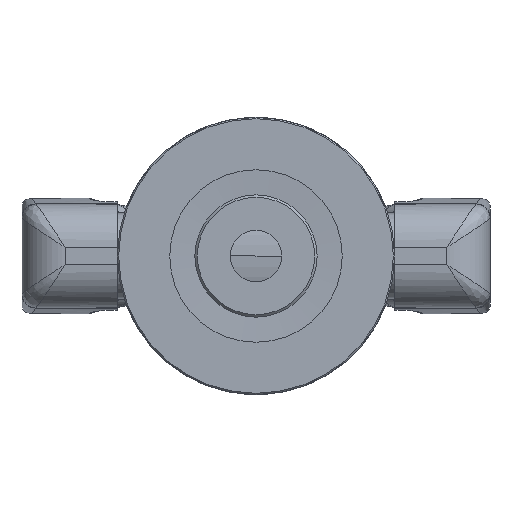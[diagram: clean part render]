
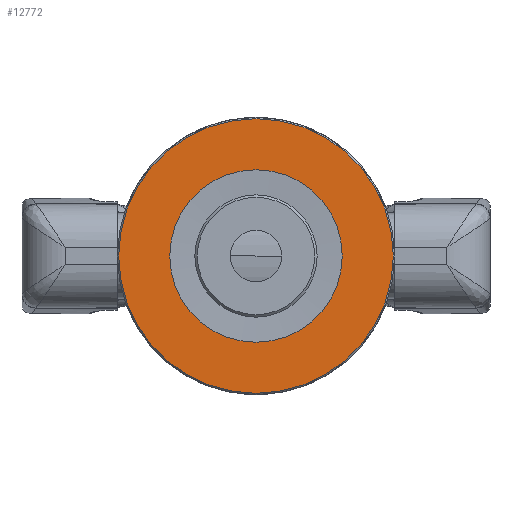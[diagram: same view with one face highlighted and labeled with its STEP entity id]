
A CAD part, front view. The second image highlights one B-rep face of the part: STEP entity #12772.
In plain terms, the highlighted face is planar.
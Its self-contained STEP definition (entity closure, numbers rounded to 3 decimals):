
#124=FACE_BOUND('',#3837,.T.);
#2357=PLANE('',#13705);
#3033=FACE_OUTER_BOUND('',#3836,.T.);
#3836=EDGE_LOOP('',(#11060));
#3837=EDGE_LOOP('',(#11061));
#4328=CIRCLE('',#13702,22.3);
#4330=CIRCLE('',#13706,14.);
#5996=VERTEX_POINT('',#38853);
#5998=VERTEX_POINT('',#38859);
#7754=EDGE_CURVE('',#5996,#5996,#4328,.T.);
#7756=EDGE_CURVE('',#5998,#5998,#4330,.T.);
#11060=ORIENTED_EDGE('',*,*,#7754,.F.);
#11061=ORIENTED_EDGE('',*,*,#7756,.F.);
#12772=ADVANCED_FACE('',(#3033,#124),#2357,.F.);
#13702=AXIS2_PLACEMENT_3D('',#38854,#15773,#15774);
#13705=AXIS2_PLACEMENT_3D('',#38858,#15779,#15780);
#13706=AXIS2_PLACEMENT_3D('',#38860,#15781,#15782);
#15773=DIRECTION('center_axis',(0.,0.,1.));
#15774=DIRECTION('ref_axis',(-1.,0.,0.));
#15779=DIRECTION('center_axis',(0.,0.,1.));
#15780=DIRECTION('ref_axis',(1.,0.,0.));
#15781=DIRECTION('center_axis',(0.,0.,-1.));
#15782=DIRECTION('ref_axis',(-1.,0.,0.));
#38853=CARTESIAN_POINT('',(22.3,0.,0.));
#38854=CARTESIAN_POINT('Origin',(0.,0.,0.));
#38858=CARTESIAN_POINT('Origin',(0.,0.,0.));
#38859=CARTESIAN_POINT('',(14.,0.,0.));
#38860=CARTESIAN_POINT('Origin',(0.,0.,0.));
